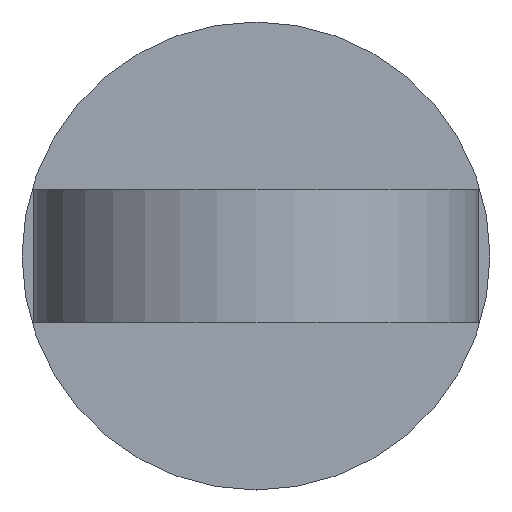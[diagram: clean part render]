
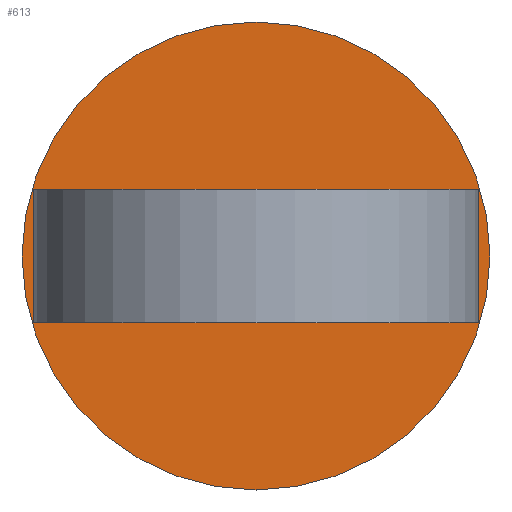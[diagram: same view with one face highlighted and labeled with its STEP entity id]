
A CAD part, front view. The second image highlights one B-rep face of the part: STEP entity #613.
In plain terms, the highlighted planar face has unit normal (0, -1, 0).
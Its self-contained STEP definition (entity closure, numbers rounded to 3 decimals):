
#544 = CYLINDRICAL_SURFACE('',#545,10.5);
#545 = AXIS2_PLACEMENT_3D('',#546,#547,#548);
#546 = CARTESIAN_POINT('',(0.,10.,0.));
#547 = DIRECTION('',(0.,-1.,0.));
#548 = DIRECTION('',(-1.,0.,0.));
#563 = VERTEX_POINT('',#564);
#564 = CARTESIAN_POINT('',(-10.5,10.,0.));
#587 = EDGE_CURVE('',#563,#563,#588,.T.);
#588 = SURFACE_CURVE('',#589,(#594,#601),.PCURVE_S1.);
#589 = CIRCLE('',#590,10.5);
#590 = AXIS2_PLACEMENT_3D('',#591,#592,#593);
#591 = CARTESIAN_POINT('',(0.,10.,0.));
#592 = DIRECTION('',(0.,1.,0.));
#593 = DIRECTION('',(-1.,0.,0.));
#594 = PCURVE('',#544,#595);
#595 = DEFINITIONAL_REPRESENTATION('',(#596),#600);
#596 = LINE('',#597,#598);
#597 = CARTESIAN_POINT('',(-0.,0.));
#598 = VECTOR('',#599,1.);
#599 = DIRECTION('',(-1.,0.));
#600 = ( GEOMETRIC_REPRESENTATION_CONTEXT(2) 
PARAMETRIC_REPRESENTATION_CONTEXT() REPRESENTATION_CONTEXT('2D SPACE',''
  ) );
#601 = PCURVE('',#602,#607);
#602 = PLANE('',#603);
#603 = AXIS2_PLACEMENT_3D('',#604,#605,#606);
#604 = CARTESIAN_POINT('',(0.,10.,0.));
#605 = DIRECTION('',(0.,1.,0.));
#606 = DIRECTION('',(0.,0.,1.));
#607 = DEFINITIONAL_REPRESENTATION('',(#608),#612);
#608 = CIRCLE('',#609,10.5);
#609 = AXIS2_PLACEMENT_2D('',#610,#611);
#610 = CARTESIAN_POINT('',(0.,0.));
#611 = DIRECTION('',(0.,-1.));
#612 = ( GEOMETRIC_REPRESENTATION_CONTEXT(2) 
PARAMETRIC_REPRESENTATION_CONTEXT() REPRESENTATION_CONTEXT('2D SPACE',''
  ) );
#613 = ADVANCED_FACE('',(#614,#617),#602,.F.);
#614 = FACE_BOUND('',#615,.F.);
#615 = EDGE_LOOP('',(#616));
#616 = ORIENTED_EDGE('',*,*,#587,.T.);
#617 = FACE_BOUND('',#618,.F.);
#618 = EDGE_LOOP('',(#619,#649,#677,#705));
#619 = ORIENTED_EDGE('',*,*,#620,.T.);
#620 = EDGE_CURVE('',#621,#623,#625,.T.);
#621 = VERTEX_POINT('',#622);
#622 = CARTESIAN_POINT('',(-10.,10.,-3.));
#623 = VERTEX_POINT('',#624);
#624 = CARTESIAN_POINT('',(10.,10.,-3.));
#625 = SURFACE_CURVE('',#626,(#630,#637),.PCURVE_S1.);
#626 = LINE('',#627,#628);
#627 = CARTESIAN_POINT('',(-10.,10.,-3.));
#628 = VECTOR('',#629,1.);
#629 = DIRECTION('',(1.,0.,0.));
#630 = PCURVE('',#602,#631);
#631 = DEFINITIONAL_REPRESENTATION('',(#632),#636);
#632 = LINE('',#633,#634);
#633 = CARTESIAN_POINT('',(-3.,-10.));
#634 = VECTOR('',#635,1.);
#635 = DIRECTION('',(0.,1.));
#636 = ( GEOMETRIC_REPRESENTATION_CONTEXT(2) 
PARAMETRIC_REPRESENTATION_CONTEXT() REPRESENTATION_CONTEXT('2D SPACE',''
  ) );
#637 = PCURVE('',#638,#643);
#638 = PLANE('',#639);
#639 = AXIS2_PLACEMENT_3D('',#640,#641,#642);
#640 = CARTESIAN_POINT('',(0.,1.811,-3.));
#641 = DIRECTION('',(0.,0.,1.));
#642 = DIRECTION('',(1.,0.,0.));
#643 = DEFINITIONAL_REPRESENTATION('',(#644),#648);
#644 = LINE('',#645,#646);
#645 = CARTESIAN_POINT('',(-10.,8.189));
#646 = VECTOR('',#647,1.);
#647 = DIRECTION('',(1.,0.));
#648 = ( GEOMETRIC_REPRESENTATION_CONTEXT(2) 
PARAMETRIC_REPRESENTATION_CONTEXT() REPRESENTATION_CONTEXT('2D SPACE',''
  ) );
#649 = ORIENTED_EDGE('',*,*,#650,.T.);
#650 = EDGE_CURVE('',#623,#651,#653,.T.);
#651 = VERTEX_POINT('',#652);
#652 = CARTESIAN_POINT('',(10.,10.,3.));
#653 = SURFACE_CURVE('',#654,(#658,#665),.PCURVE_S1.);
#654 = LINE('',#655,#656);
#655 = CARTESIAN_POINT('',(10.,10.,-3.));
#656 = VECTOR('',#657,1.);
#657 = DIRECTION('',(0.,0.,1.));
#658 = PCURVE('',#602,#659);
#659 = DEFINITIONAL_REPRESENTATION('',(#660),#664);
#660 = LINE('',#661,#662);
#661 = CARTESIAN_POINT('',(-3.,10.));
#662 = VECTOR('',#663,1.);
#663 = DIRECTION('',(1.,0.));
#664 = ( GEOMETRIC_REPRESENTATION_CONTEXT(2) 
PARAMETRIC_REPRESENTATION_CONTEXT() REPRESENTATION_CONTEXT('2D SPACE',''
  ) );
#665 = PCURVE('',#666,#671);
#666 = PLANE('',#667);
#667 = AXIS2_PLACEMENT_3D('',#668,#669,#670);
#668 = CARTESIAN_POINT('',(10.,10.,-3.));
#669 = DIRECTION('',(1.,0.,0.));
#670 = DIRECTION('',(0.,-1.,0.));
#671 = DEFINITIONAL_REPRESENTATION('',(#672),#676);
#672 = LINE('',#673,#674);
#673 = CARTESIAN_POINT('',(0.,0.));
#674 = VECTOR('',#675,1.);
#675 = DIRECTION('',(0.,-1.));
#676 = ( GEOMETRIC_REPRESENTATION_CONTEXT(2) 
PARAMETRIC_REPRESENTATION_CONTEXT() REPRESENTATION_CONTEXT('2D SPACE',''
  ) );
#677 = ORIENTED_EDGE('',*,*,#678,.F.);
#678 = EDGE_CURVE('',#679,#651,#681,.T.);
#679 = VERTEX_POINT('',#680);
#680 = CARTESIAN_POINT('',(-10.,10.,3.));
#681 = SURFACE_CURVE('',#682,(#686,#693),.PCURVE_S1.);
#682 = LINE('',#683,#684);
#683 = CARTESIAN_POINT('',(-10.,10.,3.));
#684 = VECTOR('',#685,1.);
#685 = DIRECTION('',(1.,0.,0.));
#686 = PCURVE('',#602,#687);
#687 = DEFINITIONAL_REPRESENTATION('',(#688),#692);
#688 = LINE('',#689,#690);
#689 = CARTESIAN_POINT('',(3.,-10.));
#690 = VECTOR('',#691,1.);
#691 = DIRECTION('',(0.,1.));
#692 = ( GEOMETRIC_REPRESENTATION_CONTEXT(2) 
PARAMETRIC_REPRESENTATION_CONTEXT() REPRESENTATION_CONTEXT('2D SPACE',''
  ) );
#693 = PCURVE('',#694,#699);
#694 = PLANE('',#695);
#695 = AXIS2_PLACEMENT_3D('',#696,#697,#698);
#696 = CARTESIAN_POINT('',(0.,1.811,3.));
#697 = DIRECTION('',(0.,0.,1.));
#698 = DIRECTION('',(1.,0.,0.));
#699 = DEFINITIONAL_REPRESENTATION('',(#700),#704);
#700 = LINE('',#701,#702);
#701 = CARTESIAN_POINT('',(-10.,8.189));
#702 = VECTOR('',#703,1.);
#703 = DIRECTION('',(1.,0.));
#704 = ( GEOMETRIC_REPRESENTATION_CONTEXT(2) 
PARAMETRIC_REPRESENTATION_CONTEXT() REPRESENTATION_CONTEXT('2D SPACE',''
  ) );
#705 = ORIENTED_EDGE('',*,*,#706,.F.);
#706 = EDGE_CURVE('',#621,#679,#707,.T.);
#707 = SURFACE_CURVE('',#708,(#712,#719),.PCURVE_S1.);
#708 = LINE('',#709,#710);
#709 = CARTESIAN_POINT('',(-10.,10.,-3.));
#710 = VECTOR('',#711,1.);
#711 = DIRECTION('',(0.,0.,1.));
#712 = PCURVE('',#602,#713);
#713 = DEFINITIONAL_REPRESENTATION('',(#714),#718);
#714 = LINE('',#715,#716);
#715 = CARTESIAN_POINT('',(-3.,-10.));
#716 = VECTOR('',#717,1.);
#717 = DIRECTION('',(1.,0.));
#718 = ( GEOMETRIC_REPRESENTATION_CONTEXT(2) 
PARAMETRIC_REPRESENTATION_CONTEXT() REPRESENTATION_CONTEXT('2D SPACE',''
  ) );
#719 = PCURVE('',#720,#725);
#720 = PLANE('',#721);
#721 = AXIS2_PLACEMENT_3D('',#722,#723,#724);
#722 = CARTESIAN_POINT('',(-10.,0.,-3.));
#723 = DIRECTION('',(-1.,0.,0.));
#724 = DIRECTION('',(0.,1.,0.));
#725 = DEFINITIONAL_REPRESENTATION('',(#726),#730);
#726 = LINE('',#727,#728);
#727 = CARTESIAN_POINT('',(10.,0.));
#728 = VECTOR('',#729,1.);
#729 = DIRECTION('',(0.,-1.));
#730 = ( GEOMETRIC_REPRESENTATION_CONTEXT(2) 
PARAMETRIC_REPRESENTATION_CONTEXT() REPRESENTATION_CONTEXT('2D SPACE',''
  ) );
